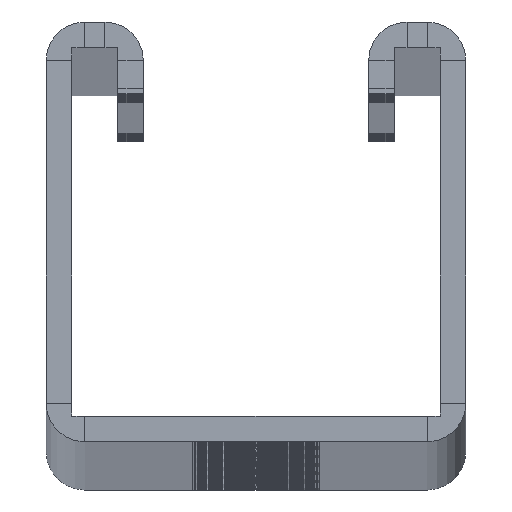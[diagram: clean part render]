
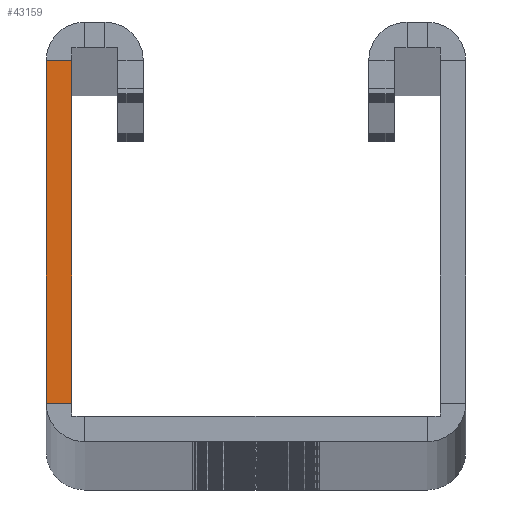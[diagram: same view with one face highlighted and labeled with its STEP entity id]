
A CAD part, top view. The second image highlights one B-rep face of the part: STEP entity #43159.
In plain terms, the highlighted planar face has unit normal (0, 0, 1).
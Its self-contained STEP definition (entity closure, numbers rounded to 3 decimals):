
#2210 = CARTESIAN_POINT ( 'NONE',  ( -20.5, 3.75, 0. ) ) ;
#2345 = DIRECTION ( 'NONE',  ( 1., 0., 0. ) ) ;
#4328 = CARTESIAN_POINT ( 'NONE',  ( -18., 3.75, 0. ) ) ;
#4497 = AXIS2_PLACEMENT_3D ( 'NONE', #20483, #25909, #2345 ) ;
#4607 = VECTOR ( 'NONE', #7821, 1000. ) ;
#5377 = VERTEX_POINT ( 'NONE', #9356 ) ;
#6944 = ORIENTED_EDGE ( 'NONE', *, *, #39516, .T. ) ;
#7821 = DIRECTION ( 'NONE',  ( -1., 0., 0. ) ) ;
#9356 = CARTESIAN_POINT ( 'NONE',  ( -20.5, 3.75, 0. ) ) ;
#14961 = EDGE_CURVE ( 'NONE', #40972, #28622, #64178, .T. ) ;
#15685 = LINE ( 'NONE', #23196, #76803 ) ;
#20483 = CARTESIAN_POINT ( 'NONE',  ( -16.75, 2.5, 0. ) ) ;
#21240 = LINE ( 'NONE', #67596, #4607 ) ;
#23196 = CARTESIAN_POINT ( 'NONE',  ( -20.5, 0., 0. ) ) ;
#25909 = DIRECTION ( 'NONE',  ( 0., 0., 1. ) ) ;
#26408 = PLANE ( 'NONE',  #4497 ) ;
#26483 = ORIENTED_EDGE ( 'NONE', *, *, #67650, .T. ) ;
#27289 = VECTOR ( 'NONE', #74135, 1000. ) ;
#28622 = VERTEX_POINT ( 'NONE', #76732 ) ;
#32660 = VECTOR ( 'NONE', #57808, 1000. ) ;
#39495 = FACE_OUTER_BOUND ( 'NONE', #69849, .T. ) ;
#39516 = EDGE_CURVE ( 'NONE', #5377, #40972, #66197, .T. ) ;
#40461 = CARTESIAN_POINT ( 'NONE',  ( -20.5, 37.25, 0. ) ) ;
#40972 = VERTEX_POINT ( 'NONE', #4328 ) ;
#41047 = DIRECTION ( 'NONE',  ( 0., 1., 0. ) ) ;
#43159 = ADVANCED_FACE ( 'NONE', ( #39495 ), #26408, .T. ) ;
#49863 = ORIENTED_EDGE ( 'NONE', *, *, #14961, .T. ) ;
#57808 = DIRECTION ( 'NONE',  ( 0., 1., 0. ) ) ;
#58047 = EDGE_CURVE ( 'NONE', #5377, #67283, #15685, .T. ) ;
#61578 = ORIENTED_EDGE ( 'NONE', *, *, #58047, .F. ) ;
#64178 = LINE ( 'NONE', #69455, #32660 ) ;
#66197 = LINE ( 'NONE', #2210, #27289 ) ;
#67283 = VERTEX_POINT ( 'NONE', #40461 ) ;
#67596 = CARTESIAN_POINT ( 'NONE',  ( -18., 37.25, 0. ) ) ;
#67650 = EDGE_CURVE ( 'NONE', #28622, #67283, #21240, .T. ) ;
#69455 = CARTESIAN_POINT ( 'NONE',  ( -18., 0., 0. ) ) ;
#69849 = EDGE_LOOP ( 'NONE', ( #61578, #6944, #49863, #26483 ) ) ;
#74135 = DIRECTION ( 'NONE',  ( 1., 0., 0. ) ) ;
#76732 = CARTESIAN_POINT ( 'NONE',  ( -18., 37.25, 0. ) ) ;
#76803 = VECTOR ( 'NONE', #41047, 1000. ) ;
